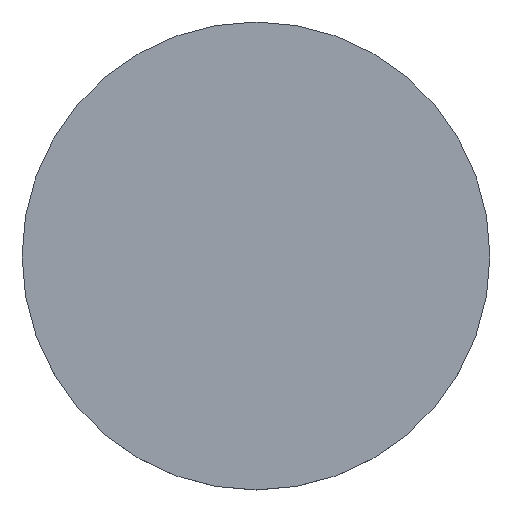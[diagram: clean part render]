
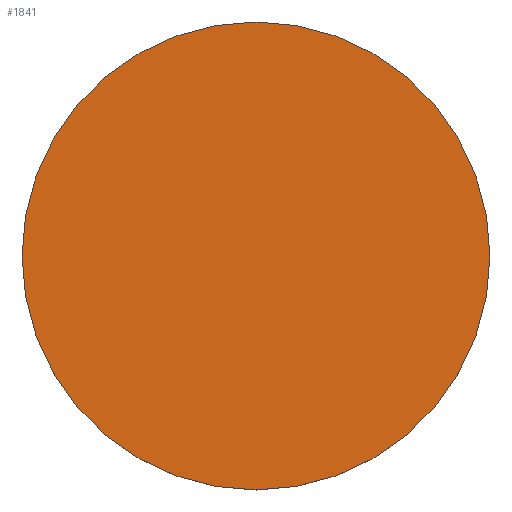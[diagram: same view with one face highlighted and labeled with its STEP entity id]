
A CAD part, top view. The second image highlights one B-rep face of the part: STEP entity #1841.
In plain terms, the highlighted planar face has unit normal (0, 0, 1).
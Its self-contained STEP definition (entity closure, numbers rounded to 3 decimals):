
#452=FACE_OUTER_BOUND('',#671,.T.);
#671=EDGE_LOOP('',(#1620));
#817=CIRCLE('',#2135,102.);
#963=VERTEX_POINT('',#3307);
#1182=EDGE_CURVE('',#963,#963,#817,.T.);
#1620=ORIENTED_EDGE('',*,*,#1182,.F.);
#1694=PLANE('',#2136);
#1841=ADVANCED_FACE('',(#452),#1694,.F.);
#2135=AXIS2_PLACEMENT_3D('',#3309,#2794,#2795);
#2136=AXIS2_PLACEMENT_3D('',#3310,#2796,#2797);
#2794=DIRECTION('center_axis',(0.,0.,-1.));
#2795=DIRECTION('ref_axis',(1.,0.,0.));
#2796=DIRECTION('center_axis',(0.,0.,-1.));
#2797=DIRECTION('ref_axis',(1.,0.,0.));
#3307=CARTESIAN_POINT('',(16.,120.,10.));
#3309=CARTESIAN_POINT('Origin',(118.,120.,10.));
#3310=CARTESIAN_POINT('Origin',(118.,120.,10.));
